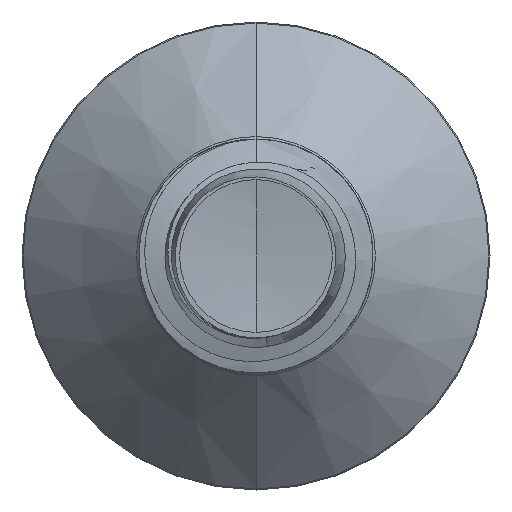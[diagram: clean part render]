
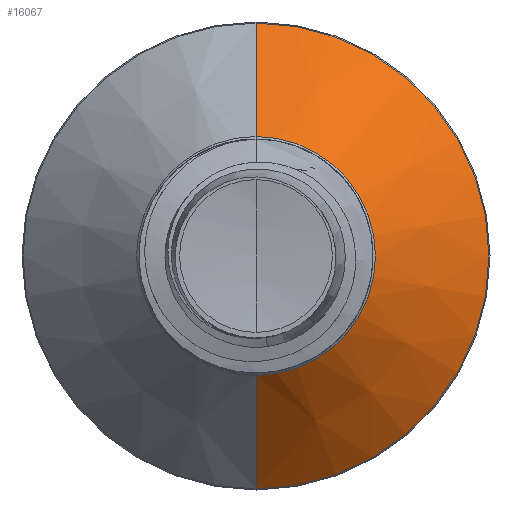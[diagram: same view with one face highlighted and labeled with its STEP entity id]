
A CAD part, front view. The second image highlights one B-rep face of the part: STEP entity #16067.
In plain terms, the highlighted conical face has half-angle 45 degrees and reference radius 2.042 mm.
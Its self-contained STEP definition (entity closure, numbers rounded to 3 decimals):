
#984 = CARTESIAN_POINT ( 'NONE',  ( 0., 13.342, -2.042 ) ) ;
#1281 = DIRECTION ( 'NONE',  ( 0., 0., 1. ) ) ;
#1495 = FACE_OUTER_BOUND ( 'NONE', #25706, .T. ) ;
#2735 = EDGE_CURVE ( 'NONE', #6220, #21709, #11069, .T. ) ;
#4557 = AXIS2_PLACEMENT_3D ( 'NONE', #14987, #33716, #17674 ) ;
#5035 = EDGE_CURVE ( 'NONE', #21709, #6124, #33669, .T. ) ;
#6124 = VERTEX_POINT ( 'NONE', #34060 ) ;
#6220 = VERTEX_POINT ( 'NONE', #29357 ) ;
#8656 = DIRECTION ( 'NONE',  ( 0., 1., 0. ) ) ;
#10919 = CARTESIAN_POINT ( 'NONE',  ( 0., 15.282, 3.982 ) ) ;
#11069 = CIRCLE ( 'NONE', #4557, 2.042 ) ;
#11925 = CARTESIAN_POINT ( 'NONE',  ( 0., 13.342, 0. ) ) ;
#12024 = VECTOR ( 'NONE', #25356, 1000. ) ;
#13143 = VECTOR ( 'NONE', #19716, 1000. ) ;
#14061 = CONICAL_SURFACE ( 'NONE', #25442, 2.042, 0.785 ) ;
#14987 = CARTESIAN_POINT ( 'NONE',  ( 0., 13.342, 0. ) ) ;
#16067 = ADVANCED_FACE ( 'NONE', ( #1495 ), #14061, .T. ) ;
#17674 = DIRECTION ( 'NONE',  ( 0., 0., 1. ) ) ;
#18060 = EDGE_CURVE ( 'NONE', #6220, #28511, #26263, .T. ) ;
#19716 = DIRECTION ( 'NONE',  ( 0., 0.707, -0.707 ) ) ;
#20826 = ORIENTED_EDGE ( 'NONE', *, *, #2735, .T. ) ;
#21709 = VERTEX_POINT ( 'NONE', #24438 ) ;
#24438 = CARTESIAN_POINT ( 'NONE',  ( 0., 13.342, -2.042 ) ) ;
#24680 = CARTESIAN_POINT ( 'NONE',  ( 0., 15.282, 0. ) ) ;
#25072 = ORIENTED_EDGE ( 'NONE', *, *, #5035, .T. ) ;
#25356 = DIRECTION ( 'NONE',  ( 0., 0.707, 0.707 ) ) ;
#25442 = AXIS2_PLACEMENT_3D ( 'NONE', #11925, #30536, #1281 ) ;
#25706 = EDGE_LOOP ( 'NONE', ( #20826, #25072, #31383, #26758 ) ) ;
#26263 = LINE ( 'NONE', #28053, #12024 ) ;
#26758 = ORIENTED_EDGE ( 'NONE', *, *, #18060, .F. ) ;
#27375 = DIRECTION ( 'NONE',  ( 0., 0., 1. ) ) ;
#28053 = CARTESIAN_POINT ( 'NONE',  ( 0., 13.342, 2.042 ) ) ;
#28468 = CIRCLE ( 'NONE', #33770, 3.982 ) ;
#28511 = VERTEX_POINT ( 'NONE', #10919 ) ;
#29357 = CARTESIAN_POINT ( 'NONE',  ( 0., 13.342, 2.042 ) ) ;
#30536 = DIRECTION ( 'NONE',  ( 0., 1., 0. ) ) ;
#31383 = ORIENTED_EDGE ( 'NONE', *, *, #33739, .F. ) ;
#33669 = LINE ( 'NONE', #984, #13143 ) ;
#33716 = DIRECTION ( 'NONE',  ( 0., 1., 0. ) ) ;
#33739 = EDGE_CURVE ( 'NONE', #28511, #6124, #28468, .T. ) ;
#33770 = AXIS2_PLACEMENT_3D ( 'NONE', #24680, #8656, #27375 ) ;
#34060 = CARTESIAN_POINT ( 'NONE',  ( 0., 15.282, -3.982 ) ) ;
